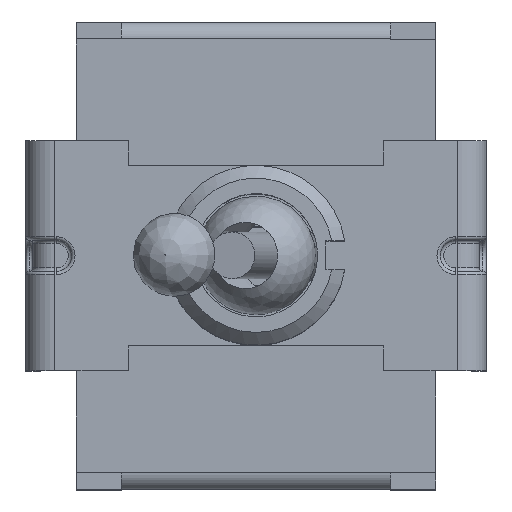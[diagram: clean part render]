
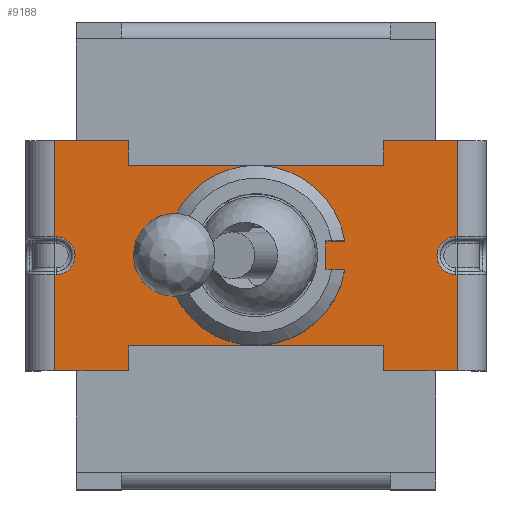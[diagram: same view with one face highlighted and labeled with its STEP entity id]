
A CAD part, top view. The second image highlights one B-rep face of the part: STEP entity #9188.
In plain terms, the highlighted planar face has unit normal (0, 0, 1).
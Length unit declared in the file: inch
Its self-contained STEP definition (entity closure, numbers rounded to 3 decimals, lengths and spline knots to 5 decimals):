
#342=FACE_BOUND('',#922,.T.);
#362=FACE_OUTER_BOUND('',#921,.T.);
#921=EDGE_LOOP('',(#6068,#6069,#6070,#6071,#6072,#6073,#6074,#6075,#6076,
#6077,#6078,#6079,#6080,#6081,#6082,#6083,#6084,#6085,#6086,#6087));
#922=EDGE_LOOP('',(#6088,#6089,#6090,#6091));
#1498=CIRCLE('',#9774,0.02638);
#1499=CIRCLE('',#9775,0.02638);
#1500=CIRCLE('',#9776,0.125);
#1845=LINE('',#13696,#2825);
#1846=LINE('',#13698,#2826);
#1847=LINE('',#13700,#2827);
#1848=LINE('',#13702,#2828);
#1849=LINE('',#13704,#2829);
#1850=LINE('',#13706,#2830);
#1851=LINE('',#13710,#2831);
#1852=LINE('',#13712,#2832);
#1853=LINE('',#13714,#2833);
#1854=LINE('',#13716,#2834);
#1855=LINE('',#13718,#2835);
#1856=LINE('',#13720,#2836);
#1857=LINE('',#13722,#2837);
#1858=LINE('',#13724,#2838);
#1859=LINE('',#13726,#2839);
#1860=LINE('',#13730,#2840);
#1861=LINE('',#13732,#2841);
#1862=LINE('',#13733,#2842);
#1863=LINE('',#13736,#2843);
#1864=LINE('',#13738,#2844);
#1865=LINE('',#13740,#2845);
#2825=VECTOR('',#10764,0.3937);
#2826=VECTOR('',#10765,0.3937);
#2827=VECTOR('',#10766,0.3937);
#2828=VECTOR('',#10767,0.3937);
#2829=VECTOR('',#10768,0.3937);
#2830=VECTOR('',#10769,0.3937);
#2831=VECTOR('',#10772,0.3937);
#2832=VECTOR('',#10773,0.3937);
#2833=VECTOR('',#10774,0.3937);
#2834=VECTOR('',#10775,0.3937);
#2835=VECTOR('',#10776,0.3937);
#2836=VECTOR('',#10777,0.3937);
#2837=VECTOR('',#10778,0.3937);
#2838=VECTOR('',#10779,0.3937);
#2839=VECTOR('',#10780,0.3937);
#2840=VECTOR('',#10783,0.3937);
#2841=VECTOR('',#10784,0.3937);
#2842=VECTOR('',#10785,0.3937);
#2843=VECTOR('',#10786,0.3937);
#2844=VECTOR('',#10787,0.3937);
#2845=VECTOR('',#10788,0.3937);
#3807=VERTEX_POINT('',#13694);
#3808=VERTEX_POINT('',#13695);
#3809=VERTEX_POINT('',#13697);
#3810=VERTEX_POINT('',#13699);
#3811=VERTEX_POINT('',#13701);
#3812=VERTEX_POINT('',#13703);
#3813=VERTEX_POINT('',#13705);
#3814=VERTEX_POINT('',#13707);
#3815=VERTEX_POINT('',#13709);
#3816=VERTEX_POINT('',#13711);
#3817=VERTEX_POINT('',#13713);
#3818=VERTEX_POINT('',#13715);
#3819=VERTEX_POINT('',#13717);
#3820=VERTEX_POINT('',#13719);
#3821=VERTEX_POINT('',#13721);
#3822=VERTEX_POINT('',#13723);
#3823=VERTEX_POINT('',#13725);
#3824=VERTEX_POINT('',#13727);
#3825=VERTEX_POINT('',#13729);
#3826=VERTEX_POINT('',#13731);
#3827=VERTEX_POINT('',#13734);
#3828=VERTEX_POINT('',#13735);
#3829=VERTEX_POINT('',#13737);
#3830=VERTEX_POINT('',#13739);
#4663=EDGE_CURVE('',#3807,#3808,#1845,.T.);
#4664=EDGE_CURVE('',#3808,#3809,#1846,.T.);
#4665=EDGE_CURVE('',#3809,#3810,#1847,.T.);
#4666=EDGE_CURVE('',#3811,#3810,#1848,.T.);
#4667=EDGE_CURVE('',#3811,#3812,#1849,.T.);
#4668=EDGE_CURVE('',#3813,#3812,#1850,.T.);
#4669=EDGE_CURVE('',#3814,#3813,#1498,.T.);
#4670=EDGE_CURVE('',#3815,#3814,#1851,.T.);
#4671=EDGE_CURVE('',#3815,#3816,#1852,.T.);
#4672=EDGE_CURVE('',#3817,#3816,#1853,.T.);
#4673=EDGE_CURVE('',#3817,#3818,#1854,.T.);
#4674=EDGE_CURVE('',#3818,#3819,#1855,.T.);
#4675=EDGE_CURVE('',#3819,#3820,#1856,.T.);
#4676=EDGE_CURVE('',#3821,#3820,#1857,.T.);
#4677=EDGE_CURVE('',#3821,#3822,#1858,.T.);
#4678=EDGE_CURVE('',#3823,#3822,#1859,.T.);
#4679=EDGE_CURVE('',#3824,#3823,#1499,.T.);
#4680=EDGE_CURVE('',#3825,#3824,#1860,.T.);
#4681=EDGE_CURVE('',#3825,#3826,#1861,.T.);
#4682=EDGE_CURVE('',#3807,#3826,#1862,.T.);
#4683=EDGE_CURVE('',#3827,#3828,#1863,.T.);
#4684=EDGE_CURVE('',#3829,#3827,#1864,.T.);
#4685=EDGE_CURVE('',#3830,#3829,#1865,.T.);
#4686=EDGE_CURVE('',#3828,#3830,#1500,.T.);
#6068=ORIENTED_EDGE('',*,*,#4663,.T.);
#6069=ORIENTED_EDGE('',*,*,#4664,.T.);
#6070=ORIENTED_EDGE('',*,*,#4665,.T.);
#6071=ORIENTED_EDGE('',*,*,#4666,.F.);
#6072=ORIENTED_EDGE('',*,*,#4667,.T.);
#6073=ORIENTED_EDGE('',*,*,#4668,.F.);
#6074=ORIENTED_EDGE('',*,*,#4669,.F.);
#6075=ORIENTED_EDGE('',*,*,#4670,.F.);
#6076=ORIENTED_EDGE('',*,*,#4671,.T.);
#6077=ORIENTED_EDGE('',*,*,#4672,.F.);
#6078=ORIENTED_EDGE('',*,*,#4673,.T.);
#6079=ORIENTED_EDGE('',*,*,#4674,.T.);
#6080=ORIENTED_EDGE('',*,*,#4675,.T.);
#6081=ORIENTED_EDGE('',*,*,#4676,.F.);
#6082=ORIENTED_EDGE('',*,*,#4677,.T.);
#6083=ORIENTED_EDGE('',*,*,#4678,.F.);
#6084=ORIENTED_EDGE('',*,*,#4679,.F.);
#6085=ORIENTED_EDGE('',*,*,#4680,.F.);
#6086=ORIENTED_EDGE('',*,*,#4681,.T.);
#6087=ORIENTED_EDGE('',*,*,#4682,.F.);
#6088=ORIENTED_EDGE('',*,*,#4683,.F.);
#6089=ORIENTED_EDGE('',*,*,#4684,.F.);
#6090=ORIENTED_EDGE('',*,*,#4685,.F.);
#6091=ORIENTED_EDGE('',*,*,#4686,.F.);
#8864=PLANE('',#9773);
#9188=ADVANCED_FACE('',(#362,#342),#8864,.T.);
#9773=AXIS2_PLACEMENT_3D('',#13693,#10762,#10763);
#9774=AXIS2_PLACEMENT_3D('',#13708,#10770,#10771);
#9775=AXIS2_PLACEMENT_3D('',#13728,#10781,#10782);
#9776=AXIS2_PLACEMENT_3D('',#13741,#10789,#10790);
#10762=DIRECTION('center_axis',(0.,0.,1.));
#10763=DIRECTION('ref_axis',(1.,0.,0.));
#10764=DIRECTION('',(0.,-1.,0.));
#10765=DIRECTION('',(-1.,0.,0.));
#10766=DIRECTION('',(0.,1.,0.));
#10767=DIRECTION('',(1.,0.,0.));
#10768=DIRECTION('',(0.,-1.,0.));
#10769=DIRECTION('',(-1.,0.,0.));
#10770=DIRECTION('center_axis',(0.,0.,1.));
#10771=DIRECTION('ref_axis',(1.,0.,0.));
#10772=DIRECTION('',(1.,0.,0.));
#10773=DIRECTION('',(0.,-1.,0.));
#10774=DIRECTION('',(-1.,0.,0.));
#10775=DIRECTION('',(0.,1.,0.));
#10776=DIRECTION('',(1.,0.,0.));
#10777=DIRECTION('',(0.,-1.,0.));
#10778=DIRECTION('',(-1.,0.,0.));
#10779=DIRECTION('',(0.,1.,0.));
#10780=DIRECTION('',(1.,0.,0.));
#10781=DIRECTION('center_axis',(0.,0.,1.));
#10782=DIRECTION('ref_axis',(-1.,0.,0.));
#10783=DIRECTION('',(-1.,0.,0.));
#10784=DIRECTION('',(0.,1.,0.));
#10785=DIRECTION('',(1.,0.,0.));
#10786=DIRECTION('',(1.,0.,0.));
#10787=DIRECTION('',(0.,1.,0.));
#10788=DIRECTION('',(-1.,0.,0.));
#10789=DIRECTION('center_axis',(0.,0.,1.));
#10790=DIRECTION('ref_axis',(0.987,0.161,0.));
#13693=CARTESIAN_POINT('Origin',(0.,0.,
0.43504));
#13694=CARTESIAN_POINT('',(0.17717,0.16004,0.43504));
#13695=CARTESIAN_POINT('',(0.17717,0.12539,0.43504));
#13696=CARTESIAN_POINT('',(0.17717,0.0627,0.43504));
#13697=CARTESIAN_POINT('',(-0.17717,0.12539,0.43504));
#13698=CARTESIAN_POINT('',(-0.08858,0.12539,0.43504));
#13699=CARTESIAN_POINT('',(-0.17717,0.16004,0.43504));
#13700=CARTESIAN_POINT('',(-0.17717,0.08002,0.43504));
#13701=CARTESIAN_POINT('',(-0.27992,0.16004,0.43504));
#13702=CARTESIAN_POINT('',(-0.32008,0.16004,0.43504));
#13703=CARTESIAN_POINT('',(-0.27992,0.02638,0.43504));
#13704=CARTESIAN_POINT('',(-0.27992,0.08002,0.43504));
#13705=CARTESIAN_POINT('',(-0.27795,0.02638,0.43504));
#13706=CARTESIAN_POINT('',(-0.16004,0.02638,0.43504));
#13707=CARTESIAN_POINT('',(-0.27795,-0.02638,0.43504));
#13708=CARTESIAN_POINT('Origin',(-0.27795,0.,
0.43504));
#13709=CARTESIAN_POINT('',(-0.27992,-0.02638,0.43504));
#13710=CARTESIAN_POINT('',(-0.16004,-0.02638,0.43504));
#13711=CARTESIAN_POINT('',(-0.27992,-0.16004,0.43504));
#13712=CARTESIAN_POINT('',(-0.27992,0.08002,0.43504));
#13713=CARTESIAN_POINT('',(-0.17717,-0.16004,0.43504));
#13714=CARTESIAN_POINT('',(0.32008,-0.16004,0.43504));
#13715=CARTESIAN_POINT('',(-0.17717,-0.12539,0.43504));
#13716=CARTESIAN_POINT('',(-0.17717,-0.0627,0.43504));
#13717=CARTESIAN_POINT('',(0.17717,-0.12539,0.43504));
#13718=CARTESIAN_POINT('',(0.08858,-0.12539,0.43504));
#13719=CARTESIAN_POINT('',(0.17717,-0.16004,0.43504));
#13720=CARTESIAN_POINT('',(0.17717,-0.08002,0.43504));
#13721=CARTESIAN_POINT('',(0.27992,-0.16004,0.43504));
#13722=CARTESIAN_POINT('',(0.32008,-0.16004,0.43504));
#13723=CARTESIAN_POINT('',(0.27992,-0.02638,0.43504));
#13724=CARTESIAN_POINT('',(0.27992,-0.08002,0.43504));
#13725=CARTESIAN_POINT('',(0.27795,-0.02638,0.43504));
#13726=CARTESIAN_POINT('',(0.16004,-0.02638,0.43504));
#13727=CARTESIAN_POINT('',(0.27795,0.02638,0.43504));
#13728=CARTESIAN_POINT('Origin',(0.27795,0.,
0.43504));
#13729=CARTESIAN_POINT('',(0.27992,0.02638,0.43504));
#13730=CARTESIAN_POINT('',(0.16004,0.02638,0.43504));
#13731=CARTESIAN_POINT('',(0.27992,0.16004,0.43504));
#13732=CARTESIAN_POINT('',(0.27992,-0.08002,0.43504));
#13733=CARTESIAN_POINT('',(-0.32008,0.16004,0.43504));
#13734=CARTESIAN_POINT('',(0.09705,0.02008,0.43504));
#13735=CARTESIAN_POINT('',(0.12338,0.02008,0.43504));
#13736=CARTESIAN_POINT('',(0.06169,0.02008,0.43504));
#13737=CARTESIAN_POINT('',(0.09705,-0.02008,0.43504));
#13738=CARTESIAN_POINT('',(0.09705,0.01004,0.43504));
#13739=CARTESIAN_POINT('',(0.12338,-0.02008,0.43504));
#13740=CARTESIAN_POINT('',(0.04852,-0.02008,0.43504));
#13741=CARTESIAN_POINT('Origin',(0.,0.,
0.43504));
